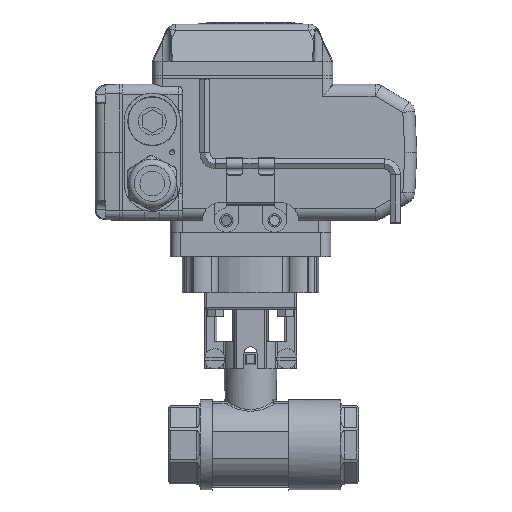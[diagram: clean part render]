
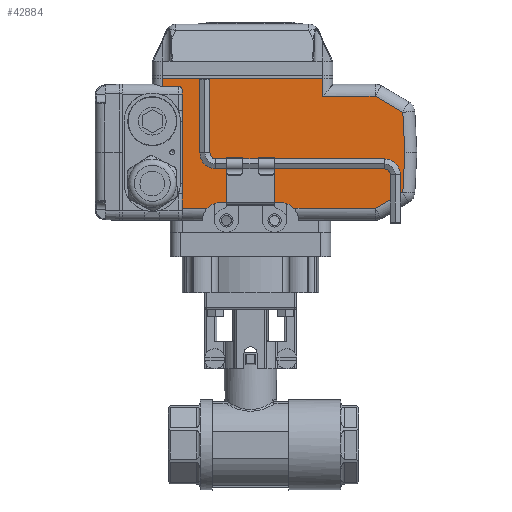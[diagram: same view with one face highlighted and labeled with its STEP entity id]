
A CAD part, left-side view. The second image highlights one B-rep face of the part: STEP entity #42884.
In plain terms, the highlighted face is planar.
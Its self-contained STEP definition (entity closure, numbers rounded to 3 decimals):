
#778=B_SPLINE_CURVE_WITH_KNOTS('',3,(#66151,#66152,#66153,#66154,#66155,
#66156,#66157),.UNSPECIFIED.,.F.,.F.,(4,1,1,1,4),(0.,
0.001,0.003,0.004,0.005),
 .UNSPECIFIED.);
#2147=CIRCLE('',#46217,9.);
#2148=CIRCLE('',#46218,9.);
#7529=ORIENTED_EDGE('',*,*,#18615,.T.);
#7530=ORIENTED_EDGE('',*,*,#18616,.F.);
#7531=ORIENTED_EDGE('',*,*,#18617,.F.);
#7532=ORIENTED_EDGE('',*,*,#18618,.F.);
#7533=ORIENTED_EDGE('',*,*,#18619,.T.);
#7534=ORIENTED_EDGE('',*,*,#18620,.T.);
#7535=ORIENTED_EDGE('',*,*,#18621,.T.);
#7536=ORIENTED_EDGE('',*,*,#18622,.T.);
#7537=ORIENTED_EDGE('',*,*,#18623,.T.);
#7538=ORIENTED_EDGE('',*,*,#18624,.T.);
#7539=ORIENTED_EDGE('',*,*,#17722,.F.);
#7540=ORIENTED_EDGE('',*,*,#17705,.F.);
#7541=ORIENTED_EDGE('',*,*,#18614,.T.);
#7542=ORIENTED_EDGE('',*,*,#18625,.T.);
#7543=ORIENTED_EDGE('',*,*,#18626,.T.);
#7544=ORIENTED_EDGE('',*,*,#18627,.T.);
#7545=ORIENTED_EDGE('',*,*,#18628,.T.);
#7546=ORIENTED_EDGE('',*,*,#18629,.T.);
#17705=EDGE_CURVE('',#23667,#23660,#27655,.T.);
#17722=EDGE_CURVE('',#23660,#23684,#27660,.T.);
#18614=EDGE_CURVE('',#23667,#24232,#28062,.T.);
#18615=EDGE_CURVE('',#24233,#24234,#28063,.T.);
#18616=EDGE_CURVE('',#24235,#24234,#2147,.T.);
#18617=EDGE_CURVE('',#24236,#24235,#28064,.T.);
#18618=EDGE_CURVE('',#24237,#24236,#2148,.T.);
#18619=EDGE_CURVE('',#24237,#24238,#28065,.T.);
#18620=EDGE_CURVE('',#24238,#24239,#28066,.T.);
#18621=EDGE_CURVE('',#24239,#24240,#28067,.T.);
#18622=EDGE_CURVE('',#24240,#24241,#28068,.T.);
#18623=EDGE_CURVE('',#24241,#24242,#28069,.T.);
#18624=EDGE_CURVE('',#24242,#23684,#28070,.T.);
#18625=EDGE_CURVE('',#24232,#24243,#28071,.T.);
#18626=EDGE_CURVE('',#24243,#24244,#778,.T.);
#18627=EDGE_CURVE('',#24244,#24245,#28072,.T.);
#18628=EDGE_CURVE('',#24245,#24246,#28073,.T.);
#18629=EDGE_CURVE('',#24246,#24233,#28074,.T.);
#23660=VERTEX_POINT('',#64173);
#23667=VERTEX_POINT('',#64186);
#23684=VERTEX_POINT('',#64223);
#24232=VERTEX_POINT('',#66126);
#24233=VERTEX_POINT('',#66130);
#24234=VERTEX_POINT('',#66131);
#24235=VERTEX_POINT('',#66133);
#24236=VERTEX_POINT('',#66135);
#24237=VERTEX_POINT('',#66137);
#24238=VERTEX_POINT('',#66139);
#24239=VERTEX_POINT('',#66141);
#24240=VERTEX_POINT('',#66143);
#24241=VERTEX_POINT('',#66145);
#24242=VERTEX_POINT('',#66147);
#24243=VERTEX_POINT('',#66150);
#24244=VERTEX_POINT('',#66158);
#24245=VERTEX_POINT('',#66160);
#24246=VERTEX_POINT('',#66162);
#27655=LINE('',#64187,#30977);
#27660=LINE('',#64222,#30982);
#28062=LINE('',#66127,#31384);
#28063=LINE('',#66129,#31385);
#28064=LINE('',#66134,#31386);
#28065=LINE('',#66138,#31387);
#28066=LINE('',#66140,#31388);
#28067=LINE('',#66142,#31389);
#28068=LINE('',#66144,#31390);
#28069=LINE('',#66146,#31391);
#28070=LINE('',#66148,#31392);
#28071=LINE('',#66149,#31393);
#28072=LINE('',#66159,#31394);
#28073=LINE('',#66161,#31395);
#28074=LINE('',#66163,#31396);
#30977=VECTOR('',#51051,1000.);
#30982=VECTOR('',#51084,1000.);
#31384=VECTOR('',#53022,1000.);
#31385=VECTOR('',#53025,1000.);
#31386=VECTOR('',#53028,1000.);
#31387=VECTOR('',#53031,1000.);
#31388=VECTOR('',#53032,1000.);
#31389=VECTOR('',#53033,1000.);
#31390=VECTOR('',#53034,1000.);
#31391=VECTOR('',#53035,1000.);
#31392=VECTOR('',#53036,1000.);
#31393=VECTOR('',#53037,1000.);
#31394=VECTOR('',#53038,1000.);
#31395=VECTOR('',#53039,1000.);
#31396=VECTOR('',#53040,1000.);
#34485=EDGE_LOOP('',(#7529,#7530,#7531,#7532,#7533,#7534,#7535,#7536,#7537,
#7538,#7539,#7540,#7541,#7542,#7543,#7544,#7545,#7546));
#37466=FACE_BOUND('',#34485,.T.);
#40058=PLANE('',#46216);
#42884=ADVANCED_FACE('',(#37466),#40058,.F.);
#46216=AXIS2_PLACEMENT_3D('',#66128,#53023,#53024);
#46217=AXIS2_PLACEMENT_3D('',#66132,#53026,#53027);
#46218=AXIS2_PLACEMENT_3D('',#66136,#53029,#53030);
#51051=DIRECTION('',(-1.,0.,0.));
#51084=DIRECTION('',(0.,0.,1.));
#53022=DIRECTION('',(0.,0.,1.));
#53023=DIRECTION('',(0.,1.,0.));
#53024=DIRECTION('',(0.,0.,1.));
#53025=DIRECTION('',(-1.,0.,0.));
#53026=DIRECTION('',(0.,-1.,0.));
#53027=DIRECTION('',(0.,0.,1.));
#53028=DIRECTION('',(1.,0.,0.));
#53029=DIRECTION('',(0.,-1.,0.));
#53030=DIRECTION('',(0.,0.,-1.));
#53031=DIRECTION('',(-1.,0.,0.));
#53032=DIRECTION('',(-0.866,0.,-0.5));
#53033=DIRECTION('',(-0.05,0.,-0.999));
#53034=DIRECTION('',(0.05,0.,-0.999));
#53035=DIRECTION('',(0.866,0.,-0.5));
#53036=DIRECTION('',(1.,0.,0.));
#53037=DIRECTION('',(-1.,0.,0.));
#53038=DIRECTION('',(0.,0.,1.));
#53039=DIRECTION('',(0.,0.,1.));
#53040=DIRECTION('',(0.,0.,1.));
#64173=CARTESIAN_POINT('',(-36.,-43.,-37.));
#64186=CARTESIAN_POINT('',(44.,-43.,-37.));
#64187=CARTESIAN_POINT('',(44.,-43.,-37.));
#64222=CARTESIAN_POINT('',(-36.,-43.,-37.));
#64223=CARTESIAN_POINT('',(-36.,-43.,-28.));
#66126=CARTESIAN_POINT('',(44.,-43.,-33.));
#66127=CARTESIAN_POINT('',(44.,-43.,-37.));
#66128=CARTESIAN_POINT('',(-62.144,-43.,-28.));
#66129=CARTESIAN_POINT('',(-62.144,-43.,28.));
#66130=CARTESIAN_POINT('',(34.,-43.,28.));
#66131=CARTESIAN_POINT('',(21.708,-43.,28.));
#66132=CARTESIAN_POINT('',(15.,-43.,34.));
#66133=CARTESIAN_POINT('',(15.,-43.,25.));
#66134=CARTESIAN_POINT('',(-15.,-43.,25.));
#66135=CARTESIAN_POINT('',(-15.,-43.,25.));
#66136=CARTESIAN_POINT('',(-15.,-43.,34.));
#66137=CARTESIAN_POINT('',(-21.708,-43.,28.));
#66138=CARTESIAN_POINT('',(-62.144,-43.,28.));
#66139=CARTESIAN_POINT('',(-62.144,-43.,28.));
#66140=CARTESIAN_POINT('',(-76.,-43.,20.));
#66141=CARTESIAN_POINT('',(-76.,-43.,20.));
#66142=CARTESIAN_POINT('',(-77.007,-43.,-0.297));
#66143=CARTESIAN_POINT('',(-76.993,-43.,0.));
#66144=CARTESIAN_POINT('',(-76.,-43.,-20.));
#66145=CARTESIAN_POINT('',(-76.,-43.,-20.));
#66146=CARTESIAN_POINT('',(-62.144,-43.,-28.));
#66147=CARTESIAN_POINT('',(-62.144,-43.,-28.));
#66148=CARTESIAN_POINT('',(-36.,-43.,-28.));
#66149=CARTESIAN_POINT('',(44.,-43.,-33.));
#66150=CARTESIAN_POINT('',(36.,-43.,-33.));
#66151=CARTESIAN_POINT('',(36.,-43.,-33.));
#66152=CARTESIAN_POINT('',(35.576,-43.,-33.));
#66153=CARTESIAN_POINT('',(34.756,-43.,-32.643));
#66154=CARTESIAN_POINT('',(34.128,-43.,-31.495));
#66155=CARTESIAN_POINT('',(33.99,-43.,-30.249));
#66156=CARTESIAN_POINT('',(34.,-43.,-29.417));
#66157=CARTESIAN_POINT('',(34.,-43.,-29.));
#66158=CARTESIAN_POINT('',(34.,-43.,-29.));
#66159=CARTESIAN_POINT('',(34.,-43.,34.));
#66160=CARTESIAN_POINT('',(34.,-43.,-20.696));
#66161=CARTESIAN_POINT('',(34.,-43.,34.));
#66162=CARTESIAN_POINT('',(34.,-43.,20.696));
#66163=CARTESIAN_POINT('',(34.,-43.,34.));
